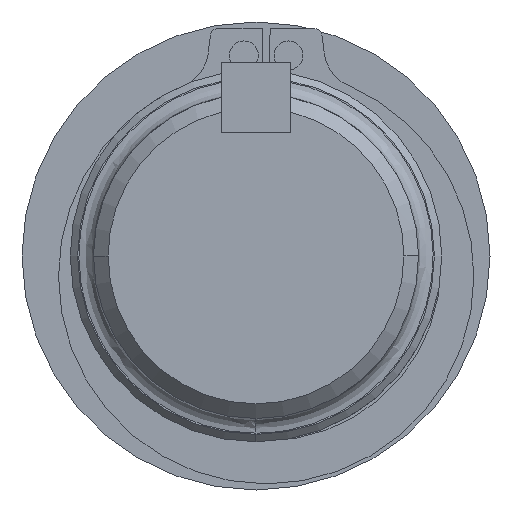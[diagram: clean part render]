
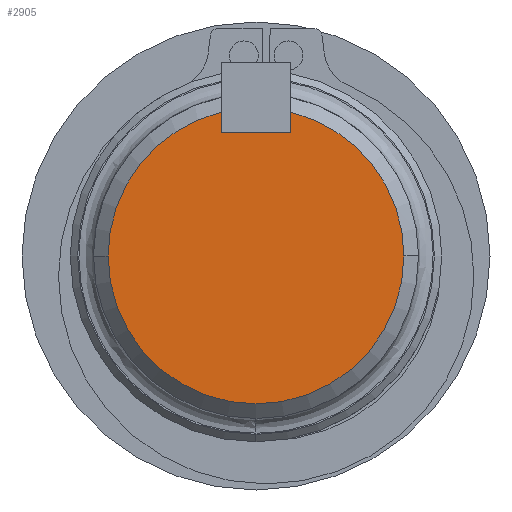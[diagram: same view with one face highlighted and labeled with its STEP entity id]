
A CAD part, left-side view. The second image highlights one B-rep face of the part: STEP entity #2905.
In plain terms, the highlighted planar face has unit normal (-1, 0, 0).
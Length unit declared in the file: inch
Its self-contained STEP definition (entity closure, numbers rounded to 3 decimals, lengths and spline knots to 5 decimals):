
#143 = LINE ( 'NONE', #1006, #2538 ) ;
#347 = DIRECTION ( 'NONE',  ( 1., 0., 0. ) ) ;
#357 = CARTESIAN_POINT ( 'NONE',  ( -4.82835, 0., 0. ) ) ;
#598 = VERTEX_POINT ( 'NONE', #853 ) ;
#677 = ORIENTED_EDGE ( 'NONE', *, *, #2986, .F. ) ;
#819 = CARTESIAN_POINT ( 'NONE',  ( -4.82835, -0.39813, 0. ) ) ;
#826 = EDGE_CURVE ( 'NONE', #1991, #3023, #1486, .T. ) ;
#850 = ORIENTED_EDGE ( 'NONE', *, *, #3408, .F. ) ;
#853 = CARTESIAN_POINT ( 'NONE',  ( -4.82835, -0.09375, 0.33317 ) ) ;
#898 = CARTESIAN_POINT ( 'NONE',  ( -4.82835, 0., 0.33317 ) ) ;
#900 = ORIENTED_EDGE ( 'NONE', *, *, #2886, .T. ) ;
#968 = ORIENTED_EDGE ( 'NONE', *, *, #826, .F. ) ;
#1006 = CARTESIAN_POINT ( 'NONE',  ( -4.82835, 0.09375, 0. ) ) ;
#1030 = DIRECTION ( 'NONE',  ( 0., 0., -1. ) ) ;
#1040 = AXIS2_PLACEMENT_3D ( 'NONE', #1770, #347, #2939 ) ;
#1327 = LINE ( 'NONE', #3663, #3514 ) ;
#1388 = DIRECTION ( 'NONE',  ( 0., 1., 0. ) ) ;
#1471 = VERTEX_POINT ( 'NONE', #819 ) ;
#1486 = CIRCLE ( 'NONE', #1040, 0.39813 ) ;
#1543 = DIRECTION ( 'NONE',  ( -1., 0., 0. ) ) ;
#1670 = ORIENTED_EDGE ( 'NONE', *, *, #1737, .T. ) ;
#1719 = DIRECTION ( 'NONE',  ( 1., 0., 0. ) ) ;
#1722 = ORIENTED_EDGE ( 'NONE', *, *, #2631, .F. ) ;
#1737 = EDGE_CURVE ( 'NONE', #3048, #3023, #143, .T. ) ;
#1770 = CARTESIAN_POINT ( 'NONE',  ( -4.82835, 0., 0. ) ) ;
#1865 = AXIS2_PLACEMENT_3D ( 'NONE', #357, #1543, #2720 ) ;
#1991 = VERTEX_POINT ( 'NONE', #3562 ) ;
#2025 = CIRCLE ( 'NONE', #2995, 0.39813 ) ;
#2120 = DIRECTION ( 'NONE',  ( 0., -1., 0. ) ) ;
#2214 = FACE_OUTER_BOUND ( 'NONE', #2877, .T. ) ;
#2281 = DIRECTION ( 'NONE',  ( 1., 0., 0. ) ) ;
#2297 = CARTESIAN_POINT ( 'NONE',  ( -4.82835, 0., 0. ) ) ;
#2529 = CARTESIAN_POINT ( 'NONE',  ( -4.82835, -0.09375, 0.38693 ) ) ;
#2538 = VECTOR ( 'NONE', #3352, 39.37008 ) ;
#2631 = EDGE_CURVE ( 'NONE', #3048, #598, #3248, .T. ) ;
#2720 = DIRECTION ( 'NONE',  ( 0., 0., 1. ) ) ;
#2783 = VECTOR ( 'NONE', #2120, 39.37008 ) ;
#2796 = DIRECTION ( 'NONE',  ( 0., 1., 0. ) ) ;
#2877 = EDGE_LOOP ( 'NONE', ( #850, #900, #1722, #1670, #968, #677 ) ) ;
#2886 = EDGE_CURVE ( 'NONE', #2954, #598, #1327, .T. ) ;
#2905 = ADVANCED_FACE ( 'NONE', ( #2214 ), #3376, .T. ) ;
#2911 = CARTESIAN_POINT ( 'NONE',  ( -4.82835, 0.09375, 0.33317 ) ) ;
#2939 = DIRECTION ( 'NONE',  ( 0., 1., 0. ) ) ;
#2954 = VERTEX_POINT ( 'NONE', #2529 ) ;
#2986 = EDGE_CURVE ( 'NONE', #1471, #1991, #3603, .T. ) ;
#2995 = AXIS2_PLACEMENT_3D ( 'NONE', #3100, #2281, #2796 ) ;
#3023 = VERTEX_POINT ( 'NONE', #3435 ) ;
#3048 = VERTEX_POINT ( 'NONE', #2911 ) ;
#3100 = CARTESIAN_POINT ( 'NONE',  ( -4.82835, 0., 0. ) ) ;
#3248 = LINE ( 'NONE', #898, #2783 ) ;
#3352 = DIRECTION ( 'NONE',  ( 0., 0., 1. ) ) ;
#3376 = PLANE ( 'NONE',  #1865 ) ;
#3408 = EDGE_CURVE ( 'NONE', #2954, #1471, #2025, .T. ) ;
#3435 = CARTESIAN_POINT ( 'NONE',  ( -4.82835, 0.09375, 0.38693 ) ) ;
#3491 = AXIS2_PLACEMENT_3D ( 'NONE', #2297, #1719, #1388 ) ;
#3514 = VECTOR ( 'NONE', #1030, 39.37008 ) ;
#3562 = CARTESIAN_POINT ( 'NONE',  ( -4.82835, 0.39813, 0. ) ) ;
#3603 = CIRCLE ( 'NONE', #3491, 0.39813 ) ;
#3663 = CARTESIAN_POINT ( 'NONE',  ( -4.82835, -0.09375, 0.33317 ) ) ;
